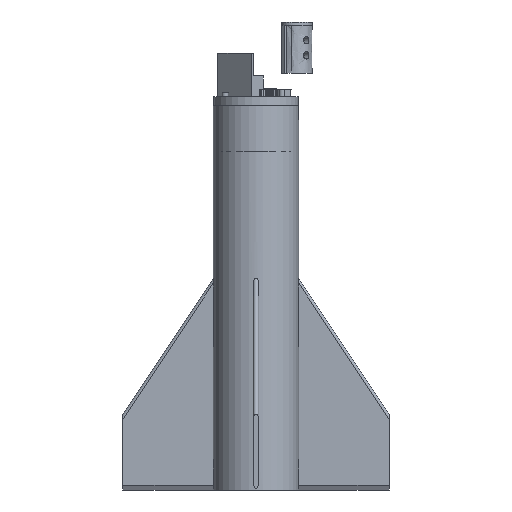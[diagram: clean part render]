
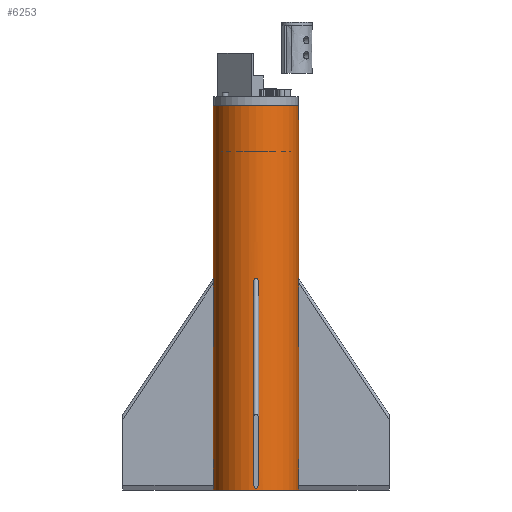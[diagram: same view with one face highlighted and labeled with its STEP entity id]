
A CAD part, front view. The second image highlights one B-rep face of the part: STEP entity #6253.
In plain terms, the highlighted cylindrical face has radius 28.15 mm (diameter 56.3 mm), a full revolution.
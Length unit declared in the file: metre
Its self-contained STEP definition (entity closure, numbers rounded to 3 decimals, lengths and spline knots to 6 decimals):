
#265=CYLINDRICAL_SURFACE('',#6842,0.02815);
#629=LINE('',#12877,#1239);
#630=LINE('',#12882,#1240);
#631=LINE('',#12885,#1241);
#632=LINE('',#12890,#1242);
#633=LINE('',#12897,#1243);
#634=LINE('',#12902,#1244);
#635=LINE('',#12905,#1245);
#636=LINE('',#12910,#1246);
#1239=VECTOR('',#8130,1.);
#1240=VECTOR('',#8133,1.);
#1241=VECTOR('',#8136,1.);
#1242=VECTOR('',#8139,1.);
#1243=VECTOR('',#8146,1.);
#1244=VECTOR('',#8149,1.);
#1245=VECTOR('',#8152,1.);
#1246=VECTOR('',#8155,1.);
#2710=ORIENTED_EDGE('',*,*,#3897,.F.);
#2711=ORIENTED_EDGE('',*,*,#3898,.T.);
#2712=ORIENTED_EDGE('',*,*,#3899,.T.);
#2713=ORIENTED_EDGE('',*,*,#3900,.F.);
#2714=ORIENTED_EDGE('',*,*,#3901,.F.);
#2715=ORIENTED_EDGE('',*,*,#3902,.T.);
#2716=ORIENTED_EDGE('',*,*,#3903,.T.);
#2717=ORIENTED_EDGE('',*,*,#3904,.F.);
#2718=ORIENTED_EDGE('',*,*,#3905,.F.);
#2719=ORIENTED_EDGE('',*,*,#3906,.T.);
#2720=ORIENTED_EDGE('',*,*,#3907,.F.);
#2721=ORIENTED_EDGE('',*,*,#3908,.T.);
#2722=ORIENTED_EDGE('',*,*,#3909,.T.);
#2723=ORIENTED_EDGE('',*,*,#3910,.F.);
#2724=ORIENTED_EDGE('',*,*,#3911,.F.);
#2725=ORIENTED_EDGE('',*,*,#3912,.T.);
#2726=ORIENTED_EDGE('',*,*,#3913,.T.);
#2727=ORIENTED_EDGE('',*,*,#3914,.F.);
#3897=EDGE_CURVE('',#4606,#4607,#629,.T.);
#3898=EDGE_CURVE('',#4606,#4608,#4974,.T.);
#3899=EDGE_CURVE('',#4608,#4609,#630,.T.);
#3900=EDGE_CURVE('',#4607,#4609,#4975,.T.);
#3901=EDGE_CURVE('',#4610,#4611,#631,.T.);
#3902=EDGE_CURVE('',#4610,#4612,#4976,.T.);
#3903=EDGE_CURVE('',#4612,#4613,#632,.T.);
#3904=EDGE_CURVE('',#4611,#4613,#4977,.T.);
#3905=EDGE_CURVE('',#4614,#4614,#4978,.T.);
#3906=EDGE_CURVE('',#4615,#4615,#4979,.T.);
#3907=EDGE_CURVE('',#4616,#4617,#633,.T.);
#3908=EDGE_CURVE('',#4616,#4618,#4980,.T.);
#3909=EDGE_CURVE('',#4618,#4619,#634,.T.);
#3910=EDGE_CURVE('',#4617,#4619,#4981,.T.);
#3911=EDGE_CURVE('',#4620,#4621,#635,.T.);
#3912=EDGE_CURVE('',#4620,#4622,#4982,.T.);
#3913=EDGE_CURVE('',#4622,#4623,#636,.T.);
#3914=EDGE_CURVE('',#4621,#4623,#4983,.T.);
#4606=VERTEX_POINT('',#12878);
#4607=VERTEX_POINT('',#12879);
#4608=VERTEX_POINT('',#12881);
#4609=VERTEX_POINT('',#12883);
#4610=VERTEX_POINT('',#12886);
#4611=VERTEX_POINT('',#12887);
#4612=VERTEX_POINT('',#12889);
#4613=VERTEX_POINT('',#12891);
#4614=VERTEX_POINT('',#12894);
#4615=VERTEX_POINT('',#12896);
#4616=VERTEX_POINT('',#12898);
#4617=VERTEX_POINT('',#12899);
#4618=VERTEX_POINT('',#12901);
#4619=VERTEX_POINT('',#12903);
#4620=VERTEX_POINT('',#12906);
#4621=VERTEX_POINT('',#12907);
#4622=VERTEX_POINT('',#12909);
#4623=VERTEX_POINT('',#12911);
#4974=CIRCLE('',#6843,0.02815);
#4975=CIRCLE('',#6844,0.02815);
#4976=CIRCLE('',#6845,0.02815);
#4977=CIRCLE('',#6846,0.02815);
#4978=CIRCLE('',#6847,0.02815);
#4979=CIRCLE('',#6848,0.02815);
#4980=CIRCLE('',#6849,0.02815);
#4981=CIRCLE('',#6850,0.02815);
#4982=CIRCLE('',#6851,0.02815);
#4983=CIRCLE('',#6852,0.02815);
#5293=EDGE_LOOP('',(#2710,#2711,#2712,#2713));
#5294=EDGE_LOOP('',(#2714,#2715,#2716,#2717));
#5295=EDGE_LOOP('',(#2718));
#5296=EDGE_LOOP('',(#2719));
#5297=EDGE_LOOP('',(#2720,#2721,#2722,#2723));
#5298=EDGE_LOOP('',(#2724,#2725,#2726,#2727));
#5703=FACE_BOUND('',#5293,.T.);
#5704=FACE_BOUND('',#5294,.T.);
#5705=FACE_BOUND('',#5295,.T.);
#5706=FACE_BOUND('',#5296,.T.);
#5707=FACE_BOUND('',#5297,.T.);
#5708=FACE_BOUND('',#5298,.T.);
#6253=ADVANCED_FACE('',(#5703,#5704,#5705,#5706,#5707,#5708),#265,.T.);
#6842=AXIS2_PLACEMENT_3D('',#12876,#8128,#8129);
#6843=AXIS2_PLACEMENT_3D('',#12880,#8131,#8132);
#6844=AXIS2_PLACEMENT_3D('',#12884,#8134,#8135);
#6845=AXIS2_PLACEMENT_3D('',#12888,#8137,#8138);
#6846=AXIS2_PLACEMENT_3D('',#12892,#8140,#8141);
#6847=AXIS2_PLACEMENT_3D('',#12893,#8142,#8143);
#6848=AXIS2_PLACEMENT_3D('',#12895,#8144,#8145);
#6849=AXIS2_PLACEMENT_3D('',#12900,#8147,#8148);
#6850=AXIS2_PLACEMENT_3D('',#12904,#8150,#8151);
#6851=AXIS2_PLACEMENT_3D('',#12908,#8153,#8154);
#6852=AXIS2_PLACEMENT_3D('',#12912,#8156,#8157);
#8128=DIRECTION('',(0.,0.,-1.));
#8129=DIRECTION('',(-1.,0.,0.));
#8130=DIRECTION('',(0.,0.,-1.));
#8131=DIRECTION('',(0.,0.,1.));
#8132=DIRECTION('',(1.,0.,0.));
#8133=DIRECTION('',(0.,0.,-1.));
#8134=DIRECTION('',(0.,0.,1.));
#8135=DIRECTION('',(1.,0.,0.));
#8136=DIRECTION('',(0.,0.,-1.));
#8137=DIRECTION('',(0.,0.,1.));
#8138=DIRECTION('',(1.,0.,0.));
#8139=DIRECTION('',(0.,0.,-1.));
#8140=DIRECTION('',(0.,0.,1.));
#8141=DIRECTION('',(1.,0.,0.));
#8142=DIRECTION('',(0.,0.,1.));
#8143=DIRECTION('',(1.,0.,0.));
#8144=DIRECTION('',(0.,0.,1.));
#8145=DIRECTION('',(1.,0.,0.));
#8146=DIRECTION('',(0.,0.,-1.));
#8147=DIRECTION('',(0.,0.,1.));
#8148=DIRECTION('',(1.,0.,0.));
#8149=DIRECTION('',(0.,0.,-1.));
#8150=DIRECTION('',(0.,0.,1.));
#8151=DIRECTION('',(1.,0.,0.));
#8152=DIRECTION('',(0.,0.,-1.));
#8153=DIRECTION('',(0.,0.,1.));
#8154=DIRECTION('',(1.,0.,0.));
#8155=DIRECTION('',(0.,0.,-1.));
#8156=DIRECTION('',(0.,0.,1.));
#8157=DIRECTION('',(1.,0.,0.));
#12876=CARTESIAN_POINT('',(0.,0.,0.254));
#12877=CARTESIAN_POINT('',(-0.00175,-0.028096,0.254));
#12878=CARTESIAN_POINT('',(-0.00175,-0.028096,0.095));
#12879=CARTESIAN_POINT('',(-0.00175,-0.028096,0.02));
#12880=CARTESIAN_POINT('',(0.,0.,0.095));
#12881=CARTESIAN_POINT('',(0.00175,-0.028096,0.095));
#12882=CARTESIAN_POINT('',(0.00175,-0.028096,0.254));
#12883=CARTESIAN_POINT('',(0.00175,-0.028096,0.02));
#12884=CARTESIAN_POINT('',(0.,0.,0.02));
#12885=CARTESIAN_POINT('',(0.00175,0.028096,0.254));
#12886=CARTESIAN_POINT('',(0.00175,0.028096,0.095));
#12887=CARTESIAN_POINT('',(0.00175,0.028096,0.02));
#12888=CARTESIAN_POINT('',(0.,0.,0.095));
#12889=CARTESIAN_POINT('',(-0.00175,0.028096,0.095));
#12890=CARTESIAN_POINT('',(-0.00175,0.028096,0.254));
#12891=CARTESIAN_POINT('',(-0.00175,0.028096,0.02));
#12892=CARTESIAN_POINT('',(0.,0.,0.02));
#12893=CARTESIAN_POINT('',(0.,0.,0.254));
#12894=CARTESIAN_POINT('',(0.02815,0.,0.254));
#12895=CARTESIAN_POINT('',(0.,0.,0.));
#12896=CARTESIAN_POINT('',(0.02815,0.,0.));
#12897=CARTESIAN_POINT('',(-0.028096,0.00175,0.254));
#12898=CARTESIAN_POINT('',(-0.028096,0.00175,0.095));
#12899=CARTESIAN_POINT('',(-0.028096,0.00175,0.02));
#12900=CARTESIAN_POINT('',(0.,0.,0.095));
#12901=CARTESIAN_POINT('',(-0.028096,-0.00175,0.095));
#12902=CARTESIAN_POINT('',(-0.028096,-0.00175,0.254));
#12903=CARTESIAN_POINT('',(-0.028096,-0.00175,0.02));
#12904=CARTESIAN_POINT('',(0.,0.,0.02));
#12905=CARTESIAN_POINT('',(0.028096,-0.00175,0.254));
#12906=CARTESIAN_POINT('',(0.028096,-0.00175,0.095));
#12907=CARTESIAN_POINT('',(0.028096,-0.00175,0.02));
#12908=CARTESIAN_POINT('',(0.,0.,0.095));
#12909=CARTESIAN_POINT('',(0.028096,0.00175,0.095));
#12910=CARTESIAN_POINT('',(0.028096,0.00175,0.254));
#12911=CARTESIAN_POINT('',(0.028096,0.00175,0.02));
#12912=CARTESIAN_POINT('',(0.,0.,0.02));
